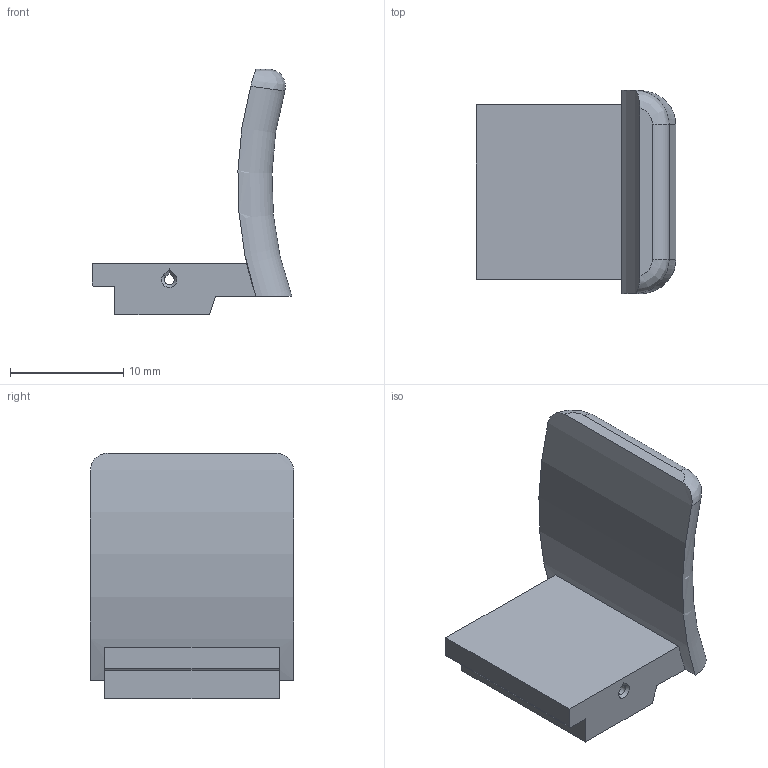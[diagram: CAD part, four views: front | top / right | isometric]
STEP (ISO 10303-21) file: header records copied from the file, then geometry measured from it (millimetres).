
FILE_DESCRIPTION(/* description */ (''),/* implementation_level */ '2;1');
FILE_NAME(/* name */ 'mx_paddle.step',/* time_stamp */ '2024-04-03T21:14:49-07:00',/* author */ (''),/* organization */ (''),/* preprocessor_version */ 'ST-DEVELOPER v20',/* originating_system */ 'Autodesk Translation Framework v12.20.1.177',/* authorisation */ '');
FILE_SCHEMA (('AUTOMOTIVE_DESIGN { 1 0 10303 214 3 1 1 }'));
Length unit declared in the file: millimetre
Products named in the file (2): lever_keycap; mx_paddle
Assembly tree (1 placements, depth 2):
  lever_keycap
    mx_paddle
Bounding box: 17.6 x 17.9 x 21.63 mm (x, y, z)
Volume: 1804.1 mm3; surface area: 1497.6 mm2
Topology: 1 solids, 1 shells, 27 faces, 67 edges, 42 vertices
Faces by surface type: plane 16, cylinder 5, bspline 2, torus 2, cone 2
Entity records: 1012 total; most frequent: CARTESIAN_POINT 325, ORIENTED_EDGE 134, DIRECTION 129, EDGE_CURVE 67, LINE 45, VECTOR 45, VERTEX_POINT 42, AXIS2_PLACEMENT_3D 42
